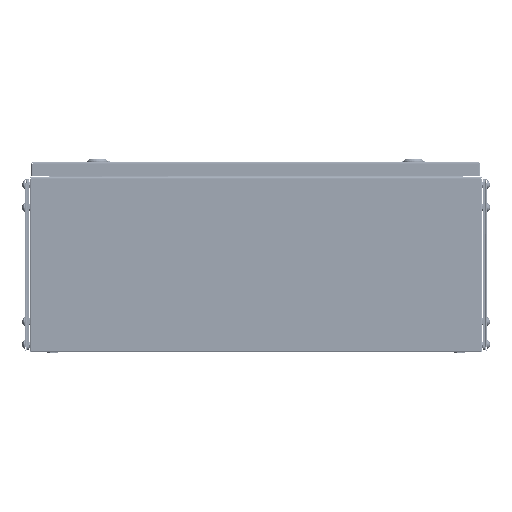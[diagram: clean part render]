
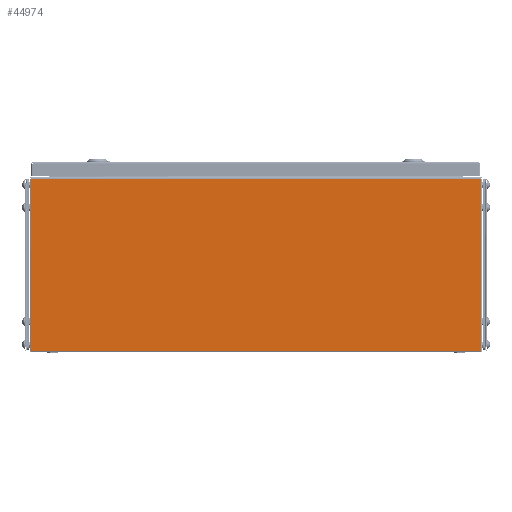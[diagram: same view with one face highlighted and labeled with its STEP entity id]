
A CAD part, left-side view. The second image highlights one B-rep face of the part: STEP entity #44974.
In plain terms, the highlighted planar face has unit normal (-1, 0, 0).
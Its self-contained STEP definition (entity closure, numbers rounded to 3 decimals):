
#2890 = ORIENTED_EDGE ( 'NONE', *, *, #57590, .T. ) ;
#2911 = CARTESIAN_POINT ( 'NONE',  ( -250., -295.5, 1. ) ) ;
#3214 = VECTOR ( 'NONE', #26417, 1000. ) ;
#6606 = LINE ( 'NONE', #58313, #3214 ) ;
#8203 = VECTOR ( 'NONE', #35998, 1000. ) ;
#11655 = LINE ( 'NONE', #64212, #26747 ) ;
#14950 = LINE ( 'NONE', #67886, #8203 ) ;
#19166 = VERTEX_POINT ( 'NONE', #58902 ) ;
#20014 = DIRECTION ( 'NONE',  ( 1., 0., 0. ) ) ;
#23110 = CARTESIAN_POINT ( 'NONE',  ( -250., -295.5, 227.5 ) ) ;
#25401 = ORIENTED_EDGE ( 'NONE', *, *, #41654, .F. ) ;
#25648 = FACE_OUTER_BOUND ( 'NONE', #82071, .T. ) ;
#25855 = DIRECTION ( 'NONE',  ( 0., 0., 1. ) ) ;
#26417 = DIRECTION ( 'NONE',  ( 0., 1., 0. ) ) ;
#26747 = VECTOR ( 'NONE', #25855, 1000. ) ;
#28399 = VERTEX_POINT ( 'NONE', #58934 ) ;
#32945 = DIRECTION ( 'NONE',  ( 0., 0., -1. ) ) ;
#35998 = DIRECTION ( 'NONE',  ( 0., 0., -1. ) ) ;
#36228 = CARTESIAN_POINT ( 'NONE',  ( -250., -295.5, 227.5 ) ) ;
#36598 = VERTEX_POINT ( 'NONE', #2911 ) ;
#41654 = EDGE_CURVE ( 'NONE', #36598, #19166, #6606, .T. ) ;
#42474 = DIRECTION ( 'NONE',  ( 0., 1., 0. ) ) ;
#44974 = ADVANCED_FACE ( 'NONE', ( #25648 ), #79839, .F. ) ;
#52406 = AXIS2_PLACEMENT_3D ( 'NONE', #58799, #20014, #32945 ) ;
#57590 = EDGE_CURVE ( 'NONE', #36598, #64371, #11655, .T. ) ;
#58313 = CARTESIAN_POINT ( 'NONE',  ( -250., 295.5, 1. ) ) ;
#58799 = CARTESIAN_POINT ( 'NONE',  ( -250., 0., 0. ) ) ;
#58902 = CARTESIAN_POINT ( 'NONE',  ( -250., 295.5, 1. ) ) ;
#58934 = CARTESIAN_POINT ( 'NONE',  ( -250., 295.5, 227.5 ) ) ;
#64212 = CARTESIAN_POINT ( 'NONE',  ( -250., -295.5, 0. ) ) ;
#64371 = VERTEX_POINT ( 'NONE', #36228 ) ;
#67780 = ORIENTED_EDGE ( 'NONE', *, *, #78044, .T. ) ;
#67886 = CARTESIAN_POINT ( 'NONE',  ( -250., 295.5, 0. ) ) ;
#68825 = VECTOR ( 'NONE', #42474, 1000. ) ;
#78044 = EDGE_CURVE ( 'NONE', #64371, #28399, #81658, .T. ) ;
#79743 = EDGE_CURVE ( 'NONE', #28399, #19166, #14950, .T. ) ;
#79839 = PLANE ( 'NONE',  #52406 ) ;
#81658 = LINE ( 'NONE', #23110, #68825 ) ;
#82071 = EDGE_LOOP ( 'NONE', ( #67780, #82746, #25401, #2890 ) ) ;
#82746 = ORIENTED_EDGE ( 'NONE', *, *, #79743, .T. ) ;
